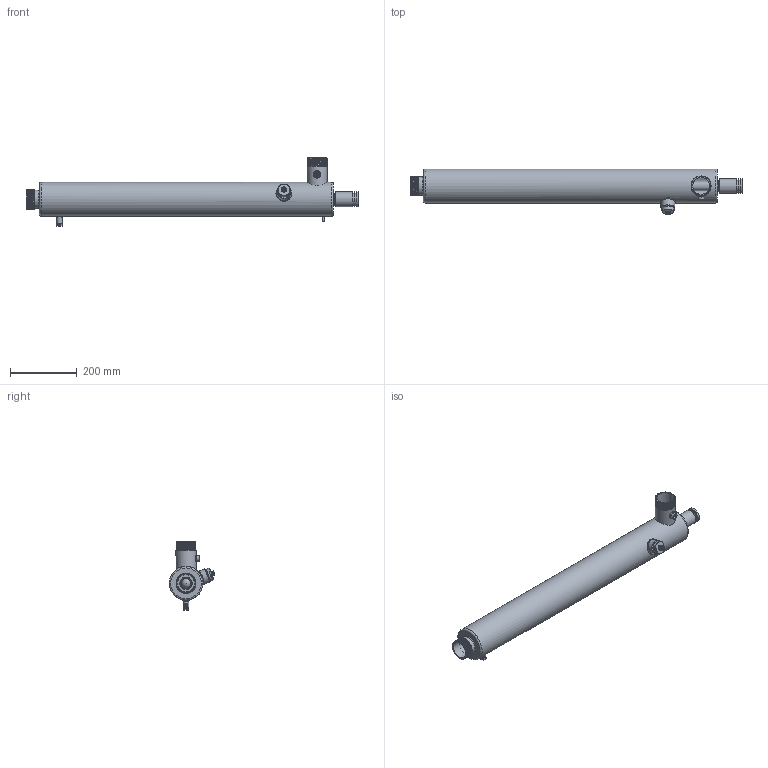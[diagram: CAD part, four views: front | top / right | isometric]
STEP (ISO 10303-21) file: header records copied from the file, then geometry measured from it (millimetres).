
FILE_DESCRIPTION(/* description */ ('STEP AP242','CAx-IF Rec.Pracs.---Representation and Presentation of Product Manufacturing Information (PMI)---4.0---2014-10-13','CAx-IF Rec.Pracs.---3D Tessellated Geometry---0.4---2014-09-14','2;1'),/* implementation_level */ '2;1');
FILE_NAME(/* name */ '68abed228a5f9f536347d920',/* time_stamp */ '2025-08-25T04:57:11Z',/* author */ (''),/* organization */ (''),/* preprocessor_version */ 'ST-DEVELOPER v20',/* originating_system */ 'ONSHAPE BY PTC INC, 1.202',/* authorisation */ ' ');
FILE_SCHEMA (('AP242_MANAGED_MODEL_BASED_3D_ENGINEERING_MIM_LF { 1 0 10303 442 1 1 4 }'));
Products named in the file (34): Reactors; Chamber; Orings <1>; O-ring -215 (26.57 x 3.53); Pin; Wire; Filament; Ceramic; Ring; Glass; 1/4" Plug <1>; Plug; O-ring -109 (7.59 x 2.62); Plain washer normal grade A M5; Quartz Thimble; Sealing Nut; Hex nut grade A & B M5x0.8; Teflon Cushion; 1" Viewport <1>; 1" Boss; Viewport Stack <1>; Polycarbonate Window; Bush Brass; Pyrex Window
Assembly tree (35 placements, depth 5):
  Reactors
    Chamber
    Orings <1>
      O-ring -215 (26.57 x 3.53)
    Pin
    Wire
    Wire
    Filament
    Pin
    Filament
    Pin
    Ceramic
    Ring
    Glass
    Pin
    Ceramic
    Ring
    1/4" Plug <1>
      Plug
      Orings <1>
        O-ring -109 (7.59 x 2.62)
    Plain washer normal grade A M5
    Quartz Thimble
    Sealing Nut
    Hex nut grade A & B M5x0.8
    Teflon Cushion
    1" Viewport <1>
      Orings <1>
        O-ring -215 (26.57 x 3.53)
      1" Boss
      Viewport Stack <1>
        Polycarbonate Window
        Orings <1>
          O-ring -109 (7.59 x 2.62)
        Bush Brass
        Pyrex Window
Bounding box: 993.5 x 137.38 x 203.92 mm (x, y, z)
Volume: 973263.3 mm3; surface area: 915842.9 mm2
Topology: 28 solids, 28 shells, 2030 faces, 5438 edges, 3608 vertices
Faces by surface type: bspline 911, plane 809, cylinder 270, torus 18, cone 16, sphere 6
Full cylindrical faces by diameter (mm): 1 x4, 1.5 x2, 2.3 x4, 2.5 x3, 4.134 x1, 4.55 x1, 4.6 x1, 4.7 x1, 5 x1, 7.5 x1, 7.9 x1, 8 x1, 8.4 x1, 10 x1, 10.996 x2, 12 x2, 15.2 x1, 17 x2, 19.2 x5, 23.2 x4, 25 x3, 28 x2, 28.8 x1, 28.9 x1, 29.06 x1, 30 x2, 31 x1, 34.8 x1, 38 x1, 42 x1
Entity records: 82894 total; most frequent: CARTESIAN_POINT 40178, ORIENTED_EDGE 10576, DIRECTION 5329, EDGE_CURVE 5288, VERTEX_POINT 3569, B_SPLINE_CURVE_WITH_KNOTS 3161, FACE_BOUND 2313, EDGE_LOOP 2308
